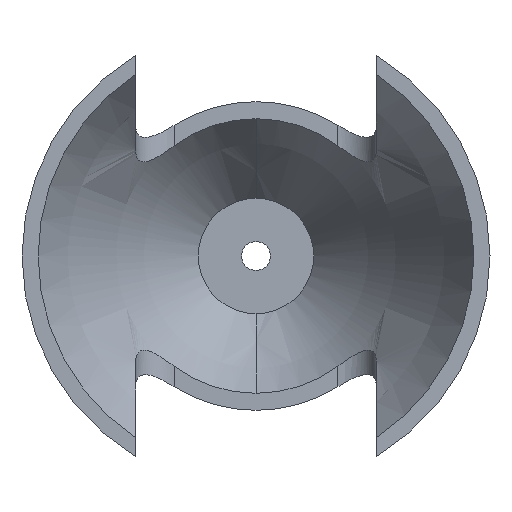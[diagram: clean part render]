
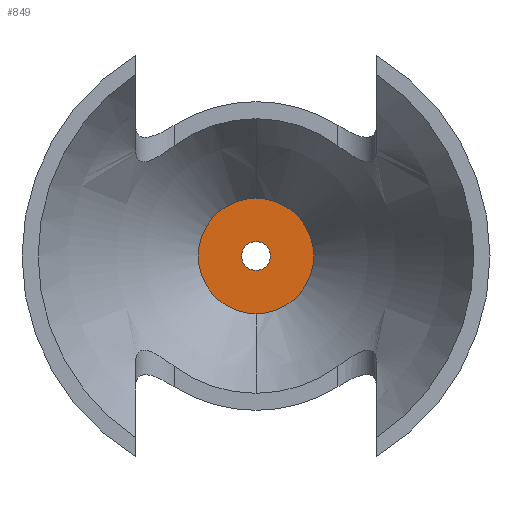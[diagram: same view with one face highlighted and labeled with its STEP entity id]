
A CAD part, front view. The second image highlights one B-rep face of the part: STEP entity #849.
In plain terms, the highlighted planar face has unit normal (0, -1, 0).
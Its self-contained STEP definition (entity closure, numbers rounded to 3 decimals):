
#432 = DIRECTION ( 'NONE',  ( 0., -1., 0. ) ) ;
#433 = CARTESIAN_POINT ( 'NONE',  ( 0., 27., 0. ) ) ;
#434 = AXIS2_PLACEMENT_3D ( 'NONE', #433, #432, #500 ) ;
#435 = CIRCLE ( 'NONE', #434, 1.5 ) ;
#440 = DIRECTION ( 'NONE',  ( 0., 0., 1. ) ) ;
#441 = DIRECTION ( 'NONE',  ( 0., 1., 0. ) ) ;
#442 = CARTESIAN_POINT ( 'NONE',  ( 0., 27., 0. ) ) ;
#443 = AXIS2_PLACEMENT_3D ( 'NONE', #442, #441, #440 ) ;
#444 = CIRCLE ( 'NONE', #443, 5.991 ) ;
#500 = DIRECTION ( 'NONE',  ( 0., 0., 1. ) ) ;
#514 = DIRECTION ( 'NONE',  ( 0., 0., 1. ) ) ;
#515 = DIRECTION ( 'NONE',  ( 0., 1., 0. ) ) ;
#516 = CARTESIAN_POINT ( 'NONE',  ( -4., 27., 0. ) ) ;
#517 = AXIS2_PLACEMENT_3D ( 'NONE', #516, #515, #514 ) ;
#518 = PLANE ( 'NONE',  #517 ) ;
#519 = FACE_BOUND ( 'NONE', #850, .T. ) ;
#520 = FACE_OUTER_BOUND ( 'NONE', #831, .T. ) ;
#551 = CARTESIAN_POINT ( 'NONE',  ( 0., 27., -5.991 ) ) ;
#552 = CARTESIAN_POINT ( 'NONE',  ( 0., 27., -1.5 ) ) ;
#553 = DIRECTION ( 'NONE',  ( 0., 0., 1. ) ) ;
#554 = DIRECTION ( 'NONE',  ( 0., -1., 0. ) ) ;
#555 = AXIS2_PLACEMENT_3D ( 'NONE', #562, #554, #553 ) ;
#556 = CIRCLE ( 'NONE', #555, 1.5 ) ;
#562 = CARTESIAN_POINT ( 'NONE',  ( 0., 27., 0. ) ) ;
#588 = CARTESIAN_POINT ( 'NONE',  ( 0., 27., 1.5 ) ) ;
#674 = CARTESIAN_POINT ( 'NONE',  ( 0., 27., 5.991 ) ) ;
#680 = DIRECTION ( 'NONE',  ( 0., 0., 1. ) ) ;
#681 = DIRECTION ( 'NONE',  ( 0., 1., 0. ) ) ;
#682 = CARTESIAN_POINT ( 'NONE',  ( 0., 27., 0. ) ) ;
#683 = AXIS2_PLACEMENT_3D ( 'NONE', #682, #681, #680 ) ;
#684 = CIRCLE ( 'NONE', #683, 5.991 ) ;
#831 = EDGE_LOOP ( 'NONE', ( #832, #852 ) ) ;
#832 = ORIENTED_EDGE ( 'NONE', *, *, #833, .F. ) ;
#833 = EDGE_CURVE ( 'NONE', #913, #868, #444, .T. ) ;
#838 = EDGE_CURVE ( 'NONE', #866, #879, #435, .T. ) ;
#839 = ORIENTED_EDGE ( 'NONE', *, *, #865, .F. ) ;
#849 = ADVANCED_FACE ( 'NONE', ( #520, #519 ), #518, .F. ) ;
#850 = EDGE_LOOP ( 'NONE', ( #851, #839 ) ) ;
#851 = ORIENTED_EDGE ( 'NONE', *, *, #838, .F. ) ;
#852 = ORIENTED_EDGE ( 'NONE', *, *, #908, .F. ) ;
#865 = EDGE_CURVE ( 'NONE', #879, #866, #556, .T. ) ;
#866 = VERTEX_POINT ( 'NONE', #552 ) ;
#868 = VERTEX_POINT ( 'NONE', #551 ) ;
#879 = VERTEX_POINT ( 'NONE', #588 ) ;
#908 = EDGE_CURVE ( 'NONE', #868, #913, #684, .T. ) ;
#913 = VERTEX_POINT ( 'NONE', #674 ) ;
